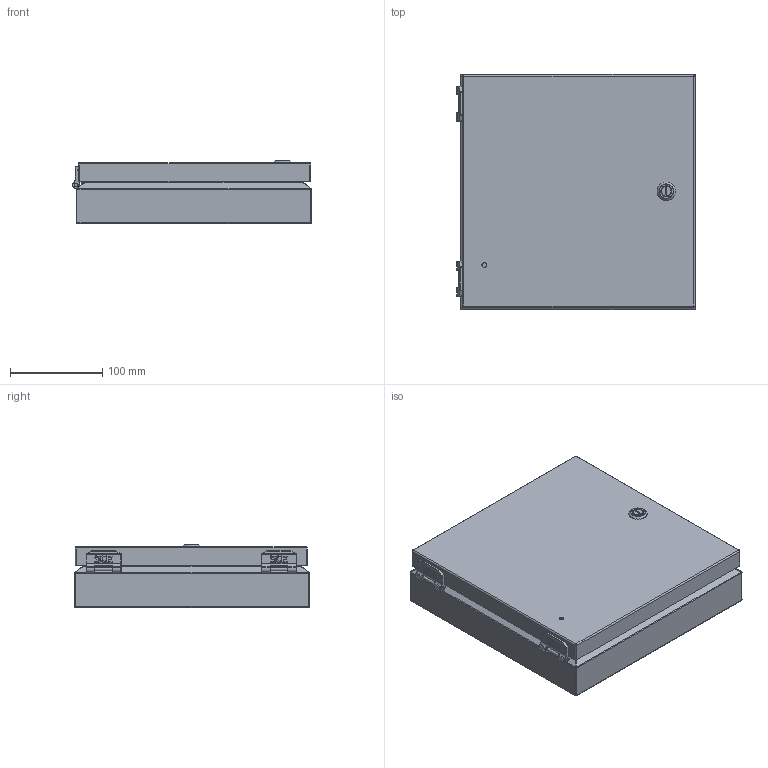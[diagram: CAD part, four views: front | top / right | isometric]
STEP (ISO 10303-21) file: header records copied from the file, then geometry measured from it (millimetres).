
FILE_DESCRIPTION (( 'STEP AP214' ), '1' );
FILE_NAME ('SCE-HA1010.STEP', '2022-07-27T10:44:21', ( '' ), ( '' ), 'SwSTEP 2.0', 'SolidWorks 2021', '' );
FILE_SCHEMA (( 'AUTOMOTIVE_DESIGN' ));
Length unit declared in the file: inch
Products named in the file (1): SCE-HA1010
Bounding box: 259.6 x 255.52 x 69.4 mm (x, y, z)
Volume: 272506.5 mm3; surface area: 360382.7 mm2
Topology: 16 solids, 16 shells, 1069 faces, 2625 edges, 1586 vertices
Faces by surface type: cylinder 347, bspline 336, plane 312, torus 48, sphere 20, cone 6
Full cylindrical faces by diameter (mm): 0.508 x2, 2.54 x2, 3.962 x2, 4.013 x4, 4.318 x2, 4.826 x1, 4.981 x1, 5.08 x1, 5.537 x4, 6.058 x1, 6.463 x1, 6.604 x2, 6.824 x1, 7.167 x1, 7.874 x1, 8.28 x1, 8.89 x1, 10.922 x1, 11.684 x1, 12.065 x1, 12.17 x2, 16.002 x1, 20.018 x1
Entity records: 57758 total; most frequent: CARTESIAN_POINT 36591, ORIENTED_EDGE 5062, DIRECTION 3127, EDGE_CURVE 2531, VERTEX_POINT 1566, AXIS2_PLACEMENT_3D 1206, B_SPLINE_CURVE_WITH_KNOTS 1196, EDGE_LOOP 1173
